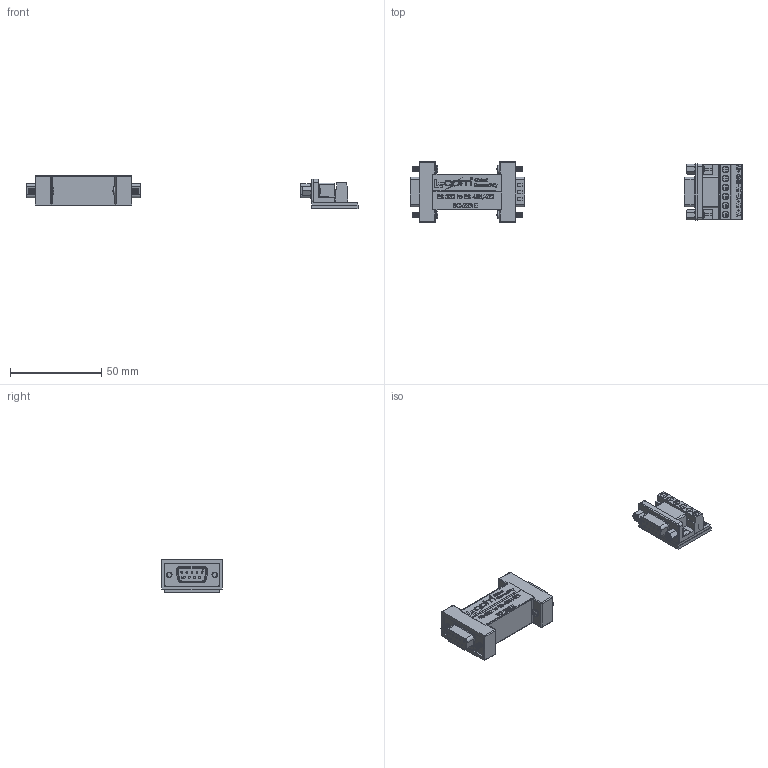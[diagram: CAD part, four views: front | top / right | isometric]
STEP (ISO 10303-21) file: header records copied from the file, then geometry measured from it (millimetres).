
FILE_DESCRIPTION (( 'STEP AP214' ), '1' );
FILE_NAME ('SC-232-E.STEP', '2011-04-01T14:54:31', ( 'x' ), ( 'Microsoft' ), 'SwSTEP 2.0', 'SolidWorks 2010', '' );
FILE_SCHEMA (( 'AUTOMOTIVE_DESIGN' ));
Length unit declared in the file: inch
Products named in the file (9): SD9P_Supplier Connector; SC-232; SC-232-MA1; SD9S_Supplier Connector; SC-232-MA2_E; SC-232-E_Supplier Connector; 1AJ10-005_1AJ10-006; SC-232-E; 3AB01-150_E
Assembly tree (12 placements, depth 3):
  SC-232-E
    1AJ10-005_1AJ10-006  x2
    SC-232-E_Supplier Connector
    3AB01-150_E
      SC-232
      SC-232-MA2_E
      SC-232-MA1  x4
      SD9S_Supplier Connector
      SD9P_Supplier Connector
Bounding box: 182.25 x 33.4 x 18.19 mm (x, y, z)
Volume: 30479.8 mm3; surface area: 16620.8 mm2
Topology: 11 solids, 11 shells, 2321 faces, 5695 edges, 3548 vertices
Faces by surface type: plane 1017, cylinder 428, cone 416, bspline 367, torus 67, sphere 26
Entity records: 99465 total; most frequent: CARTESIAN_POINT 43398, ORIENTED_EDGE 8986, DIRECTION 7237, EDGE_CURVE 4493, VECTOR 3021, LINE 3021, VERTEX_POINT 2915, AXIS2_PLACEMENT_3D 2108
